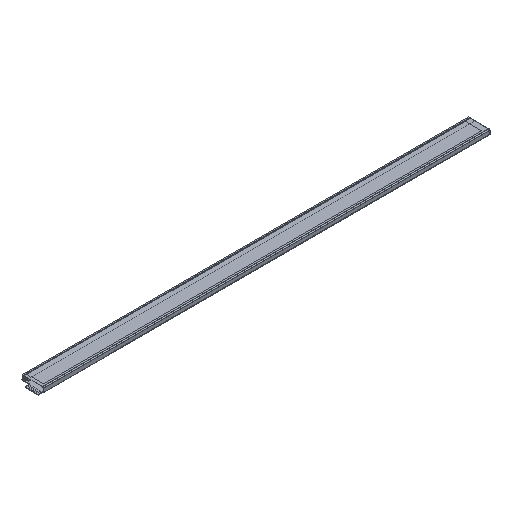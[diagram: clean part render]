
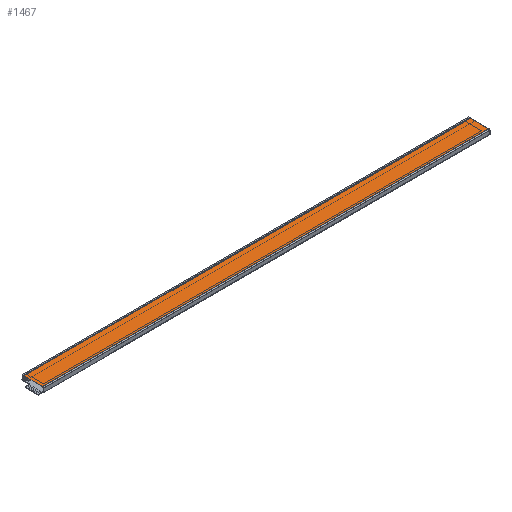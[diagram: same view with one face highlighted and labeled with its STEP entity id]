
A CAD part, isometric view. The second image highlights one B-rep face of the part: STEP entity #1467.
In plain terms, the highlighted planar face has unit normal (0, 0, 1).
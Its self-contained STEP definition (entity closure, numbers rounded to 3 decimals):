
#11 = ORIENTED_EDGE ( 'NONE', *, *, #1379, .T. ) ;
#76 = CARTESIAN_POINT ( 'NONE',  ( 0., 0., 0. ) ) ;
#279 = LINE ( 'NONE', #2078, #945 ) ;
#322 = AXIS2_PLACEMENT_3D ( 'NONE', #76, #1159, #963 ) ;
#496 = VECTOR ( 'NONE', #2646, 1000. ) ;
#627 = EDGE_CURVE ( 'NONE', #1975, #1616, #2481, .T. ) ;
#945 = VECTOR ( 'NONE', #1647, 1000. ) ;
#963 = DIRECTION ( 'NONE',  ( -1., 0., 0. ) ) ;
#1038 = EDGE_CURVE ( 'NONE', #1457, #1975, #1992, .T. ) ;
#1131 = CARTESIAN_POINT ( 'NONE',  ( 298.7, 13.4, 0. ) ) ;
#1159 = DIRECTION ( 'NONE',  ( 0., 0., -1. ) ) ;
#1160 = ORIENTED_EDGE ( 'NONE', *, *, #1719, .T. ) ;
#1175 = VECTOR ( 'NONE', #2577, 1000. ) ;
#1225 = EDGE_LOOP ( 'NONE', ( #1160, #11, #1622, #1434 ) ) ;
#1311 = CARTESIAN_POINT ( 'NONE',  ( -2., 13.4, 0. ) ) ;
#1340 = CARTESIAN_POINT ( 'NONE',  ( 298.7, 0., 0. ) ) ;
#1379 = EDGE_CURVE ( 'NONE', #2733, #1457, #1698, .T. ) ;
#1396 = CARTESIAN_POINT ( 'NONE',  ( 298.7, 0.7, 0. ) ) ;
#1434 = ORIENTED_EDGE ( 'NONE', *, *, #627, .T. ) ;
#1435 = CARTESIAN_POINT ( 'NONE',  ( -2., 13.4, 0. ) ) ;
#1457 = VERTEX_POINT ( 'NONE', #1131 ) ;
#1467 = ADVANCED_FACE ( 'NONE', ( #1662 ), #1994, .F. ) ;
#1616 = VERTEX_POINT ( 'NONE', #2051 ) ;
#1622 = ORIENTED_EDGE ( 'NONE', *, *, #1038, .T. ) ;
#1647 = DIRECTION ( 'NONE',  ( 1., 0., 0. ) ) ;
#1662 = FACE_OUTER_BOUND ( 'NONE', #1225, .T. ) ;
#1687 = CARTESIAN_POINT ( 'NONE',  ( -2., 0., 0. ) ) ;
#1698 = LINE ( 'NONE', #1340, #1175 ) ;
#1719 = EDGE_CURVE ( 'NONE', #1616, #2733, #279, .T. ) ;
#1975 = VERTEX_POINT ( 'NONE', #1311 ) ;
#1992 = LINE ( 'NONE', #1435, #496 ) ;
#1994 = PLANE ( 'NONE',  #322 ) ;
#2051 = CARTESIAN_POINT ( 'NONE',  ( -2., 0.7, 0. ) ) ;
#2078 = CARTESIAN_POINT ( 'NONE',  ( -2., 0.7, 0. ) ) ;
#2093 = DIRECTION ( 'NONE',  ( 0., -1., 0. ) ) ;
#2481 = LINE ( 'NONE', #1687, #2518 ) ;
#2518 = VECTOR ( 'NONE', #2093, 1000. ) ;
#2577 = DIRECTION ( 'NONE',  ( 0., 1., 0. ) ) ;
#2646 = DIRECTION ( 'NONE',  ( -1., 0., 0. ) ) ;
#2733 = VERTEX_POINT ( 'NONE', #1396 ) ;
